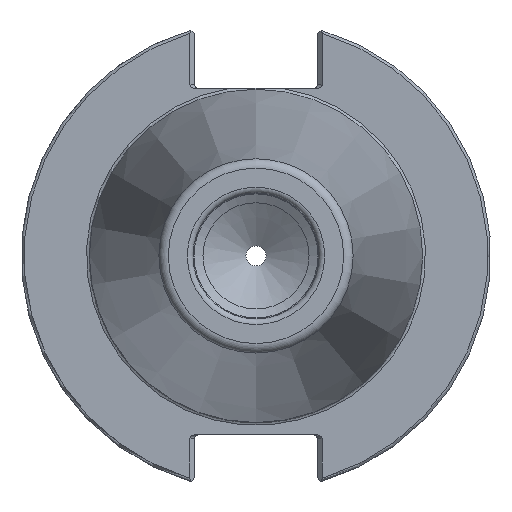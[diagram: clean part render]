
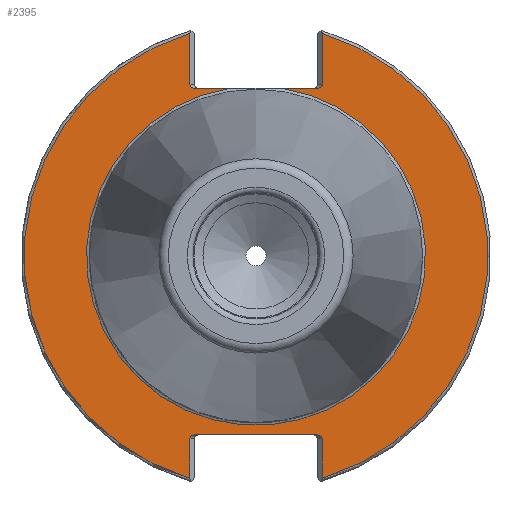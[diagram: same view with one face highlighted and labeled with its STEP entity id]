
A CAD part, left-side view. The second image highlights one B-rep face of the part: STEP entity #2395.
In plain terms, the highlighted planar face has unit normal (-1, 0, 0).
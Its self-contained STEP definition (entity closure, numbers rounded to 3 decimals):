
#21 = AXIS2_PLACEMENT_3D ( 'NONE', #2207, #3128, #2234 ) ;
#145 = VERTEX_POINT ( 'NONE', #3012 ) ;
#229 = DIRECTION ( 'NONE',  ( 0., 0., 1. ) ) ;
#234 = CARTESIAN_POINT ( 'NONE',  ( 3.175, 13.85, 35.9 ) ) ;
#236 = VERTEX_POINT ( 'NONE', #3069 ) ;
#254 = CARTESIAN_POINT ( 'NONE',  ( 3.175, 13.85, -38.3 ) ) ;
#262 = CARTESIAN_POINT ( 'NONE',  ( 3.175, 12.719, 35.1 ) ) ;
#294 = CARTESIAN_POINT ( 'NONE',  ( 3.175, -13.85, -46.598 ) ) ;
#335 = VECTOR ( 'NONE', #3674, 1000. ) ;
#359 =( BOUNDED_CURVE ( )  B_SPLINE_CURVE ( 3, ( #699, #3052, #2145, #2451 ),
 .UNSPECIFIED., .F., .F. ) 
 B_SPLINE_CURVE_WITH_KNOTS ( ( 4, 4 ),
 ( 3.142, 4.712 ),
 .UNSPECIFIED. ) 
 CURVE ( )  GEOMETRIC_REPRESENTATION_ITEM ( )  RATIONAL_B_SPLINE_CURVE ( ( 1., 0.805, 0.805, 1. ) ) 
 REPRESENTATION_ITEM ( '' )  );
#371 = DIRECTION ( 'NONE',  ( 0., 0., 1. ) ) ;
#390 = CARTESIAN_POINT ( 'NONE',  ( 3.175, 35.525, 35.1 ) ) ;
#393 = CARTESIAN_POINT ( 'NONE',  ( 3.175, -13.85, -38.3 ) ) ;
#422 = CARTESIAN_POINT ( 'NONE',  ( 3.175, 35.525, 35.1 ) ) ;
#438 = CARTESIAN_POINT ( 'NONE',  ( 3.175, -13.85, -38.3 ) ) ;
#443 = LINE ( 'NONE', #3220, #2230 ) ;
#573 = CIRCLE ( 'NONE', #2239, 48.612 ) ;
#578 = VECTOR ( 'NONE', #1710, 1000. ) ;
#589 = CARTESIAN_POINT ( 'NONE',  ( 3.175, 12.719, 35.1 ) ) ;
#596 =( BOUNDED_CURVE ( )  B_SPLINE_CURVE ( 3, ( #3350, #1563, #2413, #393 ),
 .UNSPECIFIED., .F., .T. ) 
 B_SPLINE_CURVE_WITH_KNOTS ( ( 4, 4 ),
 ( 4.712, 6.283 ),
 .UNSPECIFIED. ) 
 CURVE ( )  GEOMETRIC_REPRESENTATION_ITEM ( )  RATIONAL_B_SPLINE_CURVE ( ( 1., 0.805, 0.805, 1. ) ) 
 REPRESENTATION_ITEM ( '' )  );
#616 = EDGE_CURVE ( 'NONE', #3444, #1709, #1111, .T. ) ;
#632 = EDGE_CURVE ( 'NONE', #2494, #1472, #359, .T. ) ;
#651 = CARTESIAN_POINT ( 'NONE',  ( 3.175, -12.719, -37.5 ) ) ;
#662 = CARTESIAN_POINT ( 'NONE',  ( 3.175, -12.719, 35.1 ) ) ;
#674 = VERTEX_POINT ( 'NONE', #234 ) ;
#699 = CARTESIAN_POINT ( 'NONE',  ( 3.175, 13.85, -38.3 ) ) ;
#764 = ORIENTED_EDGE ( 'NONE', *, *, #1321, .T. ) ;
#810 = EDGE_CURVE ( 'NONE', #236, #1125, #573, .T. ) ;
#851 = VERTEX_POINT ( 'NONE', #438 ) ;
#881 =( BOUNDED_CURVE ( )  B_SPLINE_CURVE ( 3, ( #589, #3845, #3856, #3251 ),
 .UNSPECIFIED., .F., .F. ) 
 B_SPLINE_CURVE_WITH_KNOTS ( ( 4, 4 ),
 ( 4.712, 6.283 ),
 .UNSPECIFIED. ) 
 CURVE ( )  GEOMETRIC_REPRESENTATION_ITEM ( )  RATIONAL_B_SPLINE_CURVE ( ( 1., 0.805, 0.805, 1. ) ) 
 REPRESENTATION_ITEM ( '' )  );
#926 = ORIENTED_EDGE ( 'NONE', *, *, #2814, .F. ) ;
#1011 = EDGE_CURVE ( 'NONE', #1472, #1293, #2855, .T. ) ;
#1019 = CARTESIAN_POINT ( 'NONE',  ( 3.175, -5.479, 35.1 ) ) ;
#1029 = EDGE_LOOP ( 'NONE', ( #2685, #1322, #2490, #764, #3225, #3301, #2440, #1490, #2725, #3248, #1501, #2845, #926, #3479 ) ) ;
#1076 = CARTESIAN_POINT ( 'NONE',  ( 3.175, 0., 0. ) ) ;
#1111 = CIRCLE ( 'NONE', #1241, 48.612 ) ;
#1116 = EDGE_CURVE ( 'NONE', #1125, #2494, #3040, .T. ) ;
#1117 = CARTESIAN_POINT ( 'NONE',  ( 3.175, 12.719, -37.5 ) ) ;
#1125 = VERTEX_POINT ( 'NONE', #3274 ) ;
#1222 = VECTOR ( 'NONE', #3288, 1000. ) ;
#1237 = CARTESIAN_POINT ( 'NONE',  ( 3.175, 0., 0. ) ) ;
#1241 = AXIS2_PLACEMENT_3D ( 'NONE', #1237, #3345, #371 ) ;
#1293 = VERTEX_POINT ( 'NONE', #651 ) ;
#1304 = CARTESIAN_POINT ( 'NONE',  ( 3.175, 35.525, 0. ) ) ;
#1321 = EDGE_CURVE ( 'NONE', #1293, #851, #596, .T. ) ;
#1322 = ORIENTED_EDGE ( 'NONE', *, *, #632, .T. ) ;
#1357 = CARTESIAN_POINT ( 'NONE',  ( 3.175, -12.719, 35.1 ) ) ;
#1368 = DIRECTION ( 'NONE',  ( -1., 0., 0. ) ) ;
#1472 = VERTEX_POINT ( 'NONE', #1117 ) ;
#1490 = ORIENTED_EDGE ( 'NONE', *, *, #2787, .T. ) ;
#1501 = ORIENTED_EDGE ( 'NONE', *, *, #2408, .T. ) ;
#1563 = CARTESIAN_POINT ( 'NONE',  ( 3.175, -13.381, -37.5 ) ) ;
#1605 = DIRECTION ( 'NONE',  ( 0., 0., 1. ) ) ;
#1654 = EDGE_CURVE ( 'NONE', #1662, #1709, #1785, .T. ) ;
#1657 = DIRECTION ( 'NONE',  ( 0., 0., -1. ) ) ;
#1662 = VERTEX_POINT ( 'NONE', #2697 ) ;
#1709 = VERTEX_POINT ( 'NONE', #3259 ) ;
#1710 = DIRECTION ( 'NONE',  ( 0., 1., 0. ) ) ;
#1785 = LINE ( 'NONE', #2591, #3471 ) ;
#1794 = DIRECTION ( 'NONE',  ( 0., -1., 0. ) ) ;
#1801 = VERTEX_POINT ( 'NONE', #662 ) ;
#1818 = VECTOR ( 'NONE', #1657, 1000. ) ;
#1876 = PLANE ( 'NONE',  #3742 ) ;
#2115 = CARTESIAN_POINT ( 'NONE',  ( 3.175, -13.85, -37.5 ) ) ;
#2125 =( BOUNDED_CURVE ( )  B_SPLINE_CURVE ( 3, ( #2171, #3442, #2864, #1357 ),
 .UNSPECIFIED., .F., .T. ) 
 B_SPLINE_CURVE_WITH_KNOTS ( ( 4, 4 ),
 ( 3.142, 4.712 ),
 .UNSPECIFIED. ) 
 CURVE ( )  GEOMETRIC_REPRESENTATION_ITEM ( )  RATIONAL_B_SPLINE_CURVE ( ( 1., 0.805, 0.805, 1. ) ) 
 REPRESENTATION_ITEM ( '' )  );
#2145 = CARTESIAN_POINT ( 'NONE',  ( 3.175, 13.381, -37.5 ) ) ;
#2171 = CARTESIAN_POINT ( 'NONE',  ( 3.175, -13.85, 35.9 ) ) ;
#2207 = CARTESIAN_POINT ( 'NONE',  ( 3.175, 0., 0. ) ) ;
#2230 = VECTOR ( 'NONE', #2583, 1000. ) ;
#2234 = DIRECTION ( 'NONE',  ( 0., 0., 1. ) ) ;
#2239 = AXIS2_PLACEMENT_3D ( 'NONE', #1076, #1368, #1605 ) ;
#2296 = DIRECTION ( 'NONE',  ( 0., 0., -1. ) ) ;
#2395 = ADVANCED_FACE ( 'NONE', ( #3465 ), #1876, .F. ) ;
#2408 = EDGE_CURVE ( 'NONE', #145, #2953, #3423, .T. ) ;
#2413 = CARTESIAN_POINT ( 'NONE',  ( 3.175, -13.85, -37.831 ) ) ;
#2440 = ORIENTED_EDGE ( 'NONE', *, *, #1654, .F. ) ;
#2451 = CARTESIAN_POINT ( 'NONE',  ( 3.175, 12.719, -37.5 ) ) ;
#2490 = ORIENTED_EDGE ( 'NONE', *, *, #1011, .T. ) ;
#2494 = VERTEX_POINT ( 'NONE', #254 ) ;
#2583 = DIRECTION ( 'NONE',  ( 0., 0., 1. ) ) ;
#2591 = CARTESIAN_POINT ( 'NONE',  ( 3.175, -13.85, 0. ) ) ;
#2685 = ORIENTED_EDGE ( 'NONE', *, *, #1116, .T. ) ;
#2688 = CARTESIAN_POINT ( 'NONE',  ( 3.175, 13.85, -49.212 ) ) ;
#2697 = CARTESIAN_POINT ( 'NONE',  ( 3.175, -13.85, 35.9 ) ) ;
#2725 = ORIENTED_EDGE ( 'NONE', *, *, #3885, .T. ) ;
#2761 = VECTOR ( 'NONE', #1794, 1000. ) ;
#2787 = EDGE_CURVE ( 'NONE', #1662, #1801, #2125, .T. ) ;
#2814 = EDGE_CURVE ( 'NONE', #236, #674, #3707, .T. ) ;
#2845 = ORIENTED_EDGE ( 'NONE', *, *, #3325, .T. ) ;
#2855 = LINE ( 'NONE', #2115, #2761 ) ;
#2864 = CARTESIAN_POINT ( 'NONE',  ( 3.175, -13.381, 35.1 ) ) ;
#2936 = EDGE_CURVE ( 'NONE', #3444, #851, #443, .T. ) ;
#2953 = VERTEX_POINT ( 'NONE', #262 ) ;
#3012 = CARTESIAN_POINT ( 'NONE',  ( 3.175, 5.479, 35.1 ) ) ;
#3040 = LINE ( 'NONE', #2688, #1222 ) ;
#3052 = CARTESIAN_POINT ( 'NONE',  ( 3.175, 13.85, -37.831 ) ) ;
#3069 = CARTESIAN_POINT ( 'NONE',  ( 3.175, 13.85, 46.598 ) ) ;
#3128 = DIRECTION ( 'NONE',  ( -1., 0., 0. ) ) ;
#3139 = CARTESIAN_POINT ( 'NONE',  ( 3.175, 13.85, 0. ) ) ;
#3220 = CARTESIAN_POINT ( 'NONE',  ( 3.175, -13.85, -49.212 ) ) ;
#3225 = ORIENTED_EDGE ( 'NONE', *, *, #2936, .F. ) ;
#3248 = ORIENTED_EDGE ( 'NONE', *, *, #3713, .F. ) ;
#3251 = CARTESIAN_POINT ( 'NONE',  ( 3.175, 13.85, 35.9 ) ) ;
#3259 = CARTESIAN_POINT ( 'NONE',  ( 3.175, -13.85, 46.598 ) ) ;
#3274 = CARTESIAN_POINT ( 'NONE',  ( 3.175, 13.85, -46.598 ) ) ;
#3288 = DIRECTION ( 'NONE',  ( 0., 0., 1. ) ) ;
#3301 = ORIENTED_EDGE ( 'NONE', *, *, #616, .T. ) ;
#3325 = EDGE_CURVE ( 'NONE', #2953, #674, #881, .T. ) ;
#3345 = DIRECTION ( 'NONE',  ( -1., 0., 0. ) ) ;
#3350 = CARTESIAN_POINT ( 'NONE',  ( 3.175, -12.719, -37.5 ) ) ;
#3413 = CIRCLE ( 'NONE', #21, 35.525 ) ;
#3423 = LINE ( 'NONE', #422, #578 ) ;
#3442 = CARTESIAN_POINT ( 'NONE',  ( 3.175, -13.85, 35.431 ) ) ;
#3444 = VERTEX_POINT ( 'NONE', #294 ) ;
#3455 = LINE ( 'NONE', #390, #335 ) ;
#3465 = FACE_OUTER_BOUND ( 'NONE', #1029, .T. ) ;
#3471 = VECTOR ( 'NONE', #229, 1000. ) ;
#3479 = ORIENTED_EDGE ( 'NONE', *, *, #810, .T. ) ;
#3480 = DIRECTION ( 'NONE',  ( 1., 0., 0. ) ) ;
#3606 = VERTEX_POINT ( 'NONE', #1019 ) ;
#3674 = DIRECTION ( 'NONE',  ( 0., 1., 0. ) ) ;
#3707 = LINE ( 'NONE', #3139, #1818 ) ;
#3713 = EDGE_CURVE ( 'NONE', #145, #3606, #3413, .T. ) ;
#3742 = AXIS2_PLACEMENT_3D ( 'NONE', #1304, #3480, #2296 ) ;
#3845 = CARTESIAN_POINT ( 'NONE',  ( 3.175, 13.381, 35.1 ) ) ;
#3856 = CARTESIAN_POINT ( 'NONE',  ( 3.175, 13.85, 35.431 ) ) ;
#3885 = EDGE_CURVE ( 'NONE', #1801, #3606, #3455, .T. ) ;
